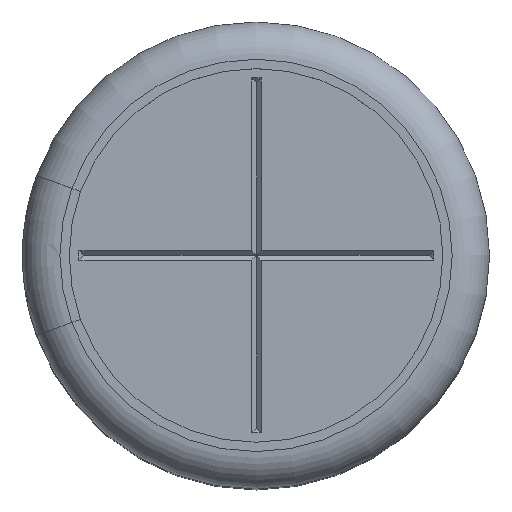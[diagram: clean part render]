
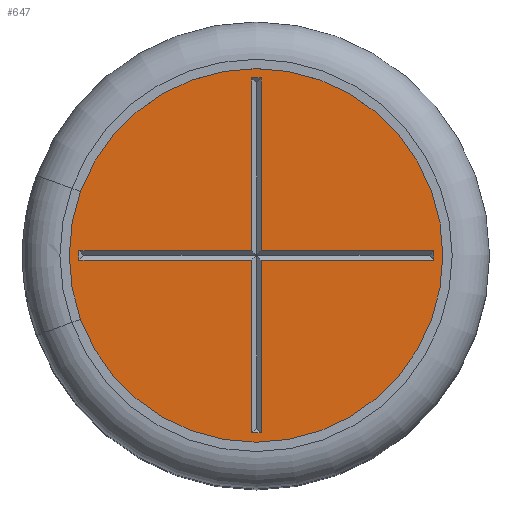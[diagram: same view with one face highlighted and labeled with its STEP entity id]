
A CAD part, top view. The second image highlights one B-rep face of the part: STEP entity #647.
In plain terms, the highlighted planar face has unit normal (0, 0, 1).
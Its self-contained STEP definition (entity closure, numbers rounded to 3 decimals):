
#647=ADVANCED_FACE('',(#1394,#1396),#1398,.T.);
#1394=FACE_BOUND('',#1395,.T.);
#1395=EDGE_LOOP('',(#2019));
#1396=FACE_BOUND('',#1397,.T.);
#1397=EDGE_LOOP('',(#2020,#2021,#2022,#2023,#2024,#2025,#2026,#2027,#2028,#2029,
#2030,#2031));
#1398=PLANE('',#1399);
#1399=AXIS2_PLACEMENT_3D('',#1400,#1401,#1402);
#1400=CARTESIAN_POINT('',(0.,0.,6.9));
#1401=DIRECTION('',(0.,0.,1.));
#1402=DIRECTION('',(1.,0.,0.));
#2019=ORIENTED_EDGE('',*,*,#2336,.T.);
#2020=ORIENTED_EDGE('',*,*,#2364,.T.);
#2021=ORIENTED_EDGE('',*,*,#2365,.T.);
#2022=ORIENTED_EDGE('',*,*,#2366,.T.);
#2023=ORIENTED_EDGE('',*,*,#2367,.T.);
#2024=ORIENTED_EDGE('',*,*,#2368,.T.);
#2025=ORIENTED_EDGE('',*,*,#2369,.T.);
#2026=ORIENTED_EDGE('',*,*,#2370,.T.);
#2027=ORIENTED_EDGE('',*,*,#2371,.T.);
#2028=ORIENTED_EDGE('',*,*,#2372,.T.);
#2029=ORIENTED_EDGE('',*,*,#2373,.T.);
#2030=ORIENTED_EDGE('',*,*,#2374,.T.);
#2031=ORIENTED_EDGE('',*,*,#2375,.T.);
#2336=EDGE_CURVE('',#2733,#2733,#2734,.T.);
#2364=EDGE_CURVE('',#2773,#2774,#2775,.F.);
#2365=EDGE_CURVE('',#2774,#2776,#2777,.F.);
#2366=EDGE_CURVE('',#2776,#2778,#2779,.F.);
#2367=EDGE_CURVE('',#2778,#2780,#2781,.F.);
#2368=EDGE_CURVE('',#2780,#2782,#2783,.F.);
#2369=EDGE_CURVE('',#2782,#2784,#2785,.F.);
#2370=EDGE_CURVE('',#2784,#2786,#2787,.F.);
#2371=EDGE_CURVE('',#2786,#2788,#2789,.F.);
#2372=EDGE_CURVE('',#2788,#2790,#2791,.F.);
#2373=EDGE_CURVE('',#2790,#2792,#2793,.F.);
#2374=EDGE_CURVE('',#2792,#2794,#2795,.F.);
#2375=EDGE_CURVE('',#2794,#2773,#2796,.F.);
#2733=VERTEX_POINT('',#3856);
#2734=CIRCLE('',#3857,2.);
#2773=VERTEX_POINT('',#4015);
#2774=VERTEX_POINT('',#4016);
#2775=LINE('',#4017,#4018);
#2776=VERTEX_POINT('',#4020);
#2777=LINE('',#4021,#4022);
#2778=VERTEX_POINT('',#4024);
#2779=LINE('',#4025,#4026);
#2780=VERTEX_POINT('',#4028);
#2781=LINE('',#4029,#4030);
#2782=VERTEX_POINT('',#4032);
#2783=LINE('',#4033,#4034);
#2784=VERTEX_POINT('',#4036);
#2785=LINE('',#4037,#4038);
#2786=VERTEX_POINT('',#4040);
#2787=LINE('',#4041,#4042);
#2788=VERTEX_POINT('',#4044);
#2789=LINE('',#4045,#4046);
#2790=VERTEX_POINT('',#4048);
#2791=LINE('',#4049,#4050);
#2792=VERTEX_POINT('',#4052);
#2793=LINE('',#4053,#4054);
#2794=VERTEX_POINT('',#4056);
#2795=LINE('',#4057,#4058);
#2796=LINE('',#4060,#4061);
#3856=CARTESIAN_POINT('',(2.,0.,6.9));
#3857=AXIS2_PLACEMENT_3D('',#3858,#3859,#3860);
#3858=CARTESIAN_POINT('',(0.,0.,6.9));
#3859=DIRECTION('',(0.,0.,1.));
#3860=DIRECTION('',(1.,0.,0.));
#4015=CARTESIAN_POINT('',(-0.046,-0.05,6.9));
#4016=CARTESIAN_POINT('',(-1.896,-0.05,6.9));
#4017=CARTESIAN_POINT('',(-1.896,-0.05,6.9));
#4018=VECTOR('',#4019,1.);
#4019=DIRECTION('',(1.,0.,0.));
#4020=CARTESIAN_POINT('',(-1.896,0.05,6.9));
#4021=CARTESIAN_POINT('',(-1.896,0.05,6.9));
#4022=VECTOR('',#4023,1.);
#4023=DIRECTION('',(0.,-1.,0.));
#4024=CARTESIAN_POINT('',(-0.046,0.05,6.9));
#4025=CARTESIAN_POINT('',(-0.046,0.05,6.9));
#4026=VECTOR('',#4027,1.);
#4027=DIRECTION('',(-1.,0.,0.));
#4028=CARTESIAN_POINT('',(-0.046,1.9,6.9));
#4029=CARTESIAN_POINT('',(-0.046,1.9,6.9));
#4030=VECTOR('',#4031,1.);
#4031=DIRECTION('',(0.,-1.,0.));
#4032=CARTESIAN_POINT('',(0.054,1.9,6.9));
#4033=CARTESIAN_POINT('',(0.054,1.9,6.9));
#4034=VECTOR('',#4035,1.);
#4035=DIRECTION('',(-1.,0.,0.));
#4036=CARTESIAN_POINT('',(0.054,0.05,6.9));
#4037=CARTESIAN_POINT('',(0.054,0.05,6.9));
#4038=VECTOR('',#4039,1.);
#4039=DIRECTION('',(0.,1.,0.));
#4040=CARTESIAN_POINT('',(1.904,0.05,6.9));
#4041=CARTESIAN_POINT('',(1.904,0.05,6.9));
#4042=VECTOR('',#4043,1.);
#4043=DIRECTION('',(-1.,0.,0.));
#4044=CARTESIAN_POINT('',(1.904,-0.05,6.9));
#4045=CARTESIAN_POINT('',(1.904,-0.05,6.9));
#4046=VECTOR('',#4047,1.);
#4047=DIRECTION('',(0.,1.,0.));
#4048=CARTESIAN_POINT('',(0.054,-0.05,6.9));
#4049=CARTESIAN_POINT('',(0.054,-0.05,6.9));
#4050=VECTOR('',#4051,1.);
#4051=DIRECTION('',(1.,0.,0.));
#4052=CARTESIAN_POINT('',(0.054,-1.9,6.9));
#4053=CARTESIAN_POINT('',(0.054,-1.9,6.9));
#4054=VECTOR('',#4055,1.);
#4055=DIRECTION('',(0.,1.,0.));
#4056=CARTESIAN_POINT('',(-0.046,-1.9,6.9));
#4057=CARTESIAN_POINT('',(-0.046,-1.9,6.9));
#4058=VECTOR('',#4059,1.);
#4059=DIRECTION('',(1.,0.,0.));
#4060=CARTESIAN_POINT('',(-0.046,-0.05,6.9));
#4061=VECTOR('',#4062,1.);
#4062=DIRECTION('',(0.,-1.,0.));
